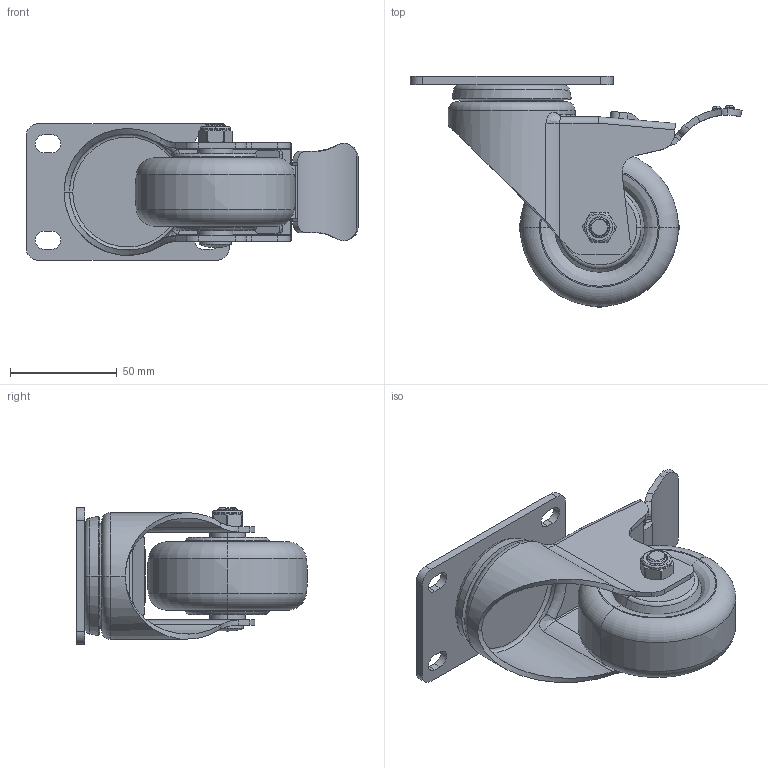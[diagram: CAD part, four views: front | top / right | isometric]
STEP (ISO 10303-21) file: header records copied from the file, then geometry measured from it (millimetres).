
FILE_DESCRIPTION((''),'2;1');
FILE_NAME('50123L-503-86_ASM','2020-01-01T',('L'),(''),'PRO/ENGINEER BY PARAMETRIC TECHNOLOGY CORPORATION, 2010280','PRO/ENGINEER BY PARAMETRIC TECHNOLOGY CORPORATION, 2010280','');
FILE_SCHEMA(('CONFIG_CONTROL_DESIGN'));
Length unit declared in the file: millimetre
Products named in the file (6): 50123; 540-14; 503-986; 570-33; 570-34; 50123L-503-86_ASM
Assembly tree (5 placements, depth 2):
  50123L-503-86_ASM
    50123
    540-14
    503-986
    570-33
    570-34
Bounding box: 155.2 x 107.94 x 64 mm (x, y, z)
Volume: 216982.4 mm3; surface area: 65599.4 mm2
Topology: 9 solids, 9 shells, 312 faces, 750 edges, 463 vertices
Faces by surface type: cylinder 114, plane 97, bspline 39, torus 30, cone 30, sphere 2
Entity records: 14623 total; most frequent: CARTESIAN_POINT 7478, ORIENTED_EDGE 1496, DIRECTION 1402, EDGE_CURVE 748, AXIS2_PLACEMENT_3D 537, VERTEX_POINT 463, EDGE_LOOP 337, VECTOR 328
